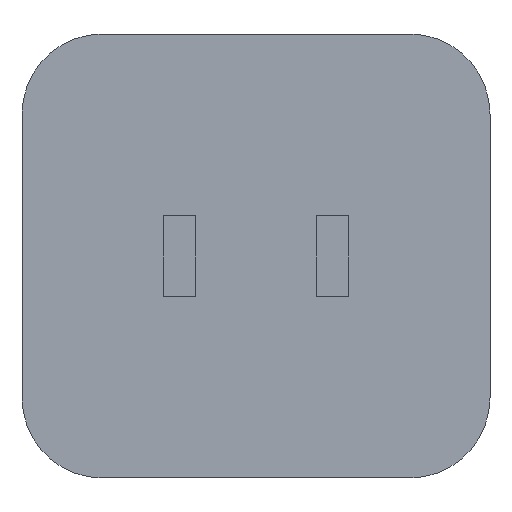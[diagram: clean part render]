
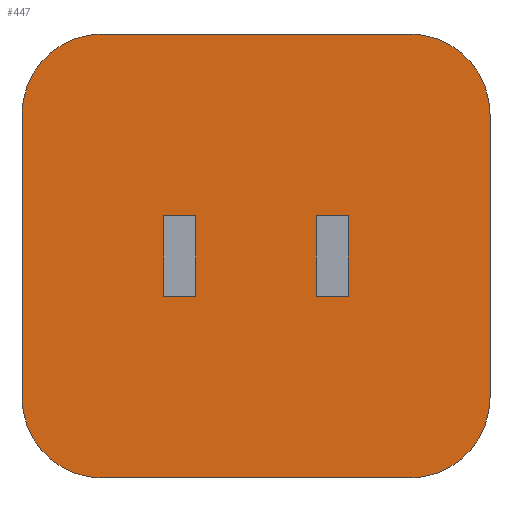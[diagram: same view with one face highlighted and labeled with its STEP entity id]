
A CAD part, front view. The second image highlights one B-rep face of the part: STEP entity #447.
In plain terms, the highlighted planar face has unit normal (0, -1, 0).
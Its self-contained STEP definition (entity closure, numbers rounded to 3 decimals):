
#7 = VECTOR ( 'NONE', #338, 1000. ) ;
#11 = EDGE_CURVE ( 'NONE', #173, #496, #373, .T. ) ;
#15 = CARTESIAN_POINT ( 'NONE',  ( 0., 0., -13.6 ) ) ;
#20 = DIRECTION ( 'NONE',  ( 0., 0., -1. ) ) ;
#22 = VERTEX_POINT ( 'NONE', #504 ) ;
#34 = CARTESIAN_POINT ( 'NONE',  ( 17.5, 0., -3. ) ) ;
#43 = VERTEX_POINT ( 'NONE', #125 ) ;
#51 = CARTESIAN_POINT ( 'NONE',  ( 17.5, 0., 0. ) ) ;
#55 = AXIS2_PLACEMENT_3D ( 'NONE', #472, #878, #469 ) ;
#56 = EDGE_CURVE ( 'NONE', #247, #154, #808, .T. ) ;
#62 = VECTOR ( 'NONE', #679, 1000. ) ;
#78 = LINE ( 'NONE', #210, #343 ) ;
#79 = ORIENTED_EDGE ( 'NONE', *, *, #622, .F. ) ;
#81 = VECTOR ( 'NONE', #526, 1000. ) ;
#83 = CARTESIAN_POINT ( 'NONE',  ( 14.5, 0., -16.6 ) ) ;
#85 = CIRCLE ( 'NONE', #55, 3. ) ;
#86 = DIRECTION ( 'NONE',  ( 0., 0., -1. ) ) ;
#87 = EDGE_CURVE ( 'NONE', #623, #641, #811, .T. ) ;
#108 = ORIENTED_EDGE ( 'NONE', *, *, #529, .F. ) ;
#117 = LINE ( 'NONE', #388, #515 ) ;
#121 = DIRECTION ( 'NONE',  ( 0., -1., 0. ) ) ;
#125 = CARTESIAN_POINT ( 'NONE',  ( 11., 0., -9.8 ) ) ;
#126 = CARTESIAN_POINT ( 'NONE',  ( 5.3, 0., -6.8 ) ) ;
#132 = LINE ( 'NONE', #126, #593 ) ;
#136 = ORIENTED_EDGE ( 'NONE', *, *, #56, .F. ) ;
#142 = DIRECTION ( 'NONE',  ( -1., 0., 0. ) ) ;
#145 = ORIENTED_EDGE ( 'NONE', *, *, #181, .T. ) ;
#148 = DIRECTION ( 'NONE',  ( 0., 0., -1. ) ) ;
#154 = VERTEX_POINT ( 'NONE', #495 ) ;
#159 = CIRCLE ( 'NONE', #569, 3. ) ;
#166 = CARTESIAN_POINT ( 'NONE',  ( 14.5, 0., 0. ) ) ;
#173 = VERTEX_POINT ( 'NONE', #380 ) ;
#181 = EDGE_CURVE ( 'NONE', #371, #775, #232, .T. ) ;
#185 = LINE ( 'NONE', #392, #534 ) ;
#198 = DIRECTION ( 'NONE',  ( 0., 0., 1. ) ) ;
#202 = EDGE_CURVE ( 'NONE', #604, #205, #776, .T. ) ;
#205 = VERTEX_POINT ( 'NONE', #255 ) ;
#208 = EDGE_CURVE ( 'NONE', #302, #636, #159, .T. ) ;
#210 = CARTESIAN_POINT ( 'NONE',  ( 11., 0., -6.8 ) ) ;
#230 = DIRECTION ( 'NONE',  ( -1., 0., 0. ) ) ;
#232 = CIRCLE ( 'NONE', #354, 3. ) ;
#247 = VERTEX_POINT ( 'NONE', #522 ) ;
#255 = CARTESIAN_POINT ( 'NONE',  ( 12.2, 0., -6.8 ) ) ;
#260 = CARTESIAN_POINT ( 'NONE',  ( 0., 0., 0. ) ) ;
#265 = EDGE_CURVE ( 'NONE', #496, #247, #117, .T. ) ;
#266 = CARTESIAN_POINT ( 'NONE',  ( 3., 0., -13.6 ) ) ;
#273 = DIRECTION ( 'NONE',  ( 0., -1., 0. ) ) ;
#277 = VECTOR ( 'NONE', #20, 1000. ) ;
#288 = EDGE_LOOP ( 'NONE', ( #352, #79, #778, #712 ) ) ;
#298 = DIRECTION ( 'NONE',  ( 0., 0., -1. ) ) ;
#300 = CARTESIAN_POINT ( 'NONE',  ( 14.5, 0., -13.6 ) ) ;
#302 = VERTEX_POINT ( 'NONE', #34 ) ;
#307 = DIRECTION ( 'NONE',  ( 1., 0., 0. ) ) ;
#311 = DIRECTION ( 'NONE',  ( 0., -1., 0. ) ) ;
#326 = CARTESIAN_POINT ( 'NONE',  ( 14.5, 0., -3. ) ) ;
#327 = LINE ( 'NONE', #260, #416 ) ;
#338 = DIRECTION ( 'NONE',  ( 1., 0., 0. ) ) ;
#343 = VECTOR ( 'NONE', #142, 1000. ) ;
#352 = ORIENTED_EDGE ( 'NONE', *, *, #852, .F. ) ;
#354 = AXIS2_PLACEMENT_3D ( 'NONE', #300, #311, #86 ) ;
#369 = EDGE_CURVE ( 'NONE', #205, #22, #78, .T. ) ;
#371 = VERTEX_POINT ( 'NONE', #83 ) ;
#373 = LINE ( 'NONE', #391, #485 ) ;
#374 = CARTESIAN_POINT ( 'NONE',  ( 0., 0., -3. ) ) ;
#378 = ORIENTED_EDGE ( 'NONE', *, *, #708, .F. ) ;
#380 = CARTESIAN_POINT ( 'NONE',  ( 5.3, 0., -9.8 ) ) ;
#383 = DIRECTION ( 'NONE',  ( 1., 0., 0. ) ) ;
#388 = CARTESIAN_POINT ( 'NONE',  ( 6.5, 0., -6.8 ) ) ;
#391 = CARTESIAN_POINT ( 'NONE',  ( 5.3, 0., -9.8 ) ) ;
#392 = CARTESIAN_POINT ( 'NONE',  ( 0., 0., 0. ) ) ;
#393 = DIRECTION ( 'NONE',  ( 0., 0., -1. ) ) ;
#394 = DIRECTION ( 'NONE',  ( 0., -1., 0. ) ) ;
#397 = DIRECTION ( 'NONE',  ( 0., 0., -1. ) ) ;
#398 = ORIENTED_EDGE ( 'NONE', *, *, #766, .T. ) ;
#412 = ORIENTED_EDGE ( 'NONE', *, *, #801, .F. ) ;
#416 = VECTOR ( 'NONE', #198, 1000. ) ;
#421 = CARTESIAN_POINT ( 'NONE',  ( 0., 0., 0. ) ) ;
#438 = CARTESIAN_POINT ( 'NONE',  ( 0., 0., -16.6 ) ) ;
#447 = ADVANCED_FACE ( 'NONE', ( #484, #750, #758 ), #629, .T. ) ;
#454 = ORIENTED_EDGE ( 'NONE', *, *, #678, .F. ) ;
#469 = DIRECTION ( 'NONE',  ( 0., 0., -1. ) ) ;
#470 = ORIENTED_EDGE ( 'NONE', *, *, #11, .F. ) ;
#472 = CARTESIAN_POINT ( 'NONE',  ( 3., 0., -3. ) ) ;
#484 = FACE_OUTER_BOUND ( 'NONE', #718, .T. ) ;
#485 = VECTOR ( 'NONE', #307, 1000. ) ;
#495 = CARTESIAN_POINT ( 'NONE',  ( 5.3, 0., -6.8 ) ) ;
#496 = VERTEX_POINT ( 'NONE', #772 ) ;
#504 = CARTESIAN_POINT ( 'NONE',  ( 11., 0., -6.8 ) ) ;
#515 = VECTOR ( 'NONE', #654, 1000. ) ;
#520 = VECTOR ( 'NONE', #230, 1000. ) ;
#522 = CARTESIAN_POINT ( 'NONE',  ( 6.5, 0., -6.8 ) ) ;
#526 = DIRECTION ( 'NONE',  ( 0., 0., 1. ) ) ;
#528 = CARTESIAN_POINT ( 'NONE',  ( 17.5, 0., -13.6 ) ) ;
#529 = EDGE_CURVE ( 'NONE', #371, #641, #779, .T. ) ;
#534 = VECTOR ( 'NONE', #383, 1000. ) ;
#556 = VERTEX_POINT ( 'NONE', #843 ) ;
#569 = AXIS2_PLACEMENT_3D ( 'NONE', #326, #121, #393 ) ;
#571 = ORIENTED_EDGE ( 'NONE', *, *, #208, .T. ) ;
#576 = VERTEX_POINT ( 'NONE', #374 ) ;
#593 = VECTOR ( 'NONE', #397, 1000. ) ;
#604 = VERTEX_POINT ( 'NONE', #642 ) ;
#609 = EDGE_LOOP ( 'NONE', ( #470, #877, #136, #612 ) ) ;
#612 = ORIENTED_EDGE ( 'NONE', *, *, #265, .F. ) ;
#615 = AXIS2_PLACEMENT_3D ( 'NONE', #266, #394, #871 ) ;
#622 = EDGE_CURVE ( 'NONE', #22, #43, #760, .T. ) ;
#623 = VERTEX_POINT ( 'NONE', #15 ) ;
#626 = CARTESIAN_POINT ( 'NONE',  ( 11., 0., -6.8 ) ) ;
#629 = PLANE ( 'NONE',  #717 ) ;
#631 = VECTOR ( 'NONE', #298, 1000. ) ;
#636 = VERTEX_POINT ( 'NONE', #166 ) ;
#641 = VERTEX_POINT ( 'NONE', #649 ) ;
#642 = CARTESIAN_POINT ( 'NONE',  ( 12.2, 0., -9.8 ) ) ;
#649 = CARTESIAN_POINT ( 'NONE',  ( 3., 0., -16.6 ) ) ;
#654 = DIRECTION ( 'NONE',  ( 0., 0., 1. ) ) ;
#665 = CARTESIAN_POINT ( 'NONE',  ( 12.2, 0., -6.8 ) ) ;
#678 = EDGE_CURVE ( 'NONE', #302, #775, #787, .T. ) ;
#679 = DIRECTION ( 'NONE',  ( -1., 0., 0. ) ) ;
#708 = EDGE_CURVE ( 'NONE', #556, #636, #185, .T. ) ;
#712 = ORIENTED_EDGE ( 'NONE', *, *, #202, .F. ) ;
#717 = AXIS2_PLACEMENT_3D ( 'NONE', #421, #273, #148 ) ;
#718 = EDGE_LOOP ( 'NONE', ( #454, #571, #378, #398, #412, #784, #108, #145 ) ) ;
#733 = LINE ( 'NONE', #739, #7 ) ;
#739 = CARTESIAN_POINT ( 'NONE',  ( 11., 0., -9.8 ) ) ;
#750 = FACE_BOUND ( 'NONE', #609, .T. ) ;
#758 = FACE_BOUND ( 'NONE', #288, .T. ) ;
#760 = LINE ( 'NONE', #626, #277 ) ;
#766 = EDGE_CURVE ( 'NONE', #556, #576, #85, .T. ) ;
#772 = CARTESIAN_POINT ( 'NONE',  ( 6.5, 0., -9.8 ) ) ;
#775 = VERTEX_POINT ( 'NONE', #528 ) ;
#776 = LINE ( 'NONE', #665, #81 ) ;
#778 = ORIENTED_EDGE ( 'NONE', *, *, #369, .F. ) ;
#779 = LINE ( 'NONE', #438, #520 ) ;
#784 = ORIENTED_EDGE ( 'NONE', *, *, #87, .T. ) ;
#787 = LINE ( 'NONE', #51, #631 ) ;
#801 = EDGE_CURVE ( 'NONE', #623, #576, #327, .T. ) ;
#808 = LINE ( 'NONE', #879, #62 ) ;
#811 = CIRCLE ( 'NONE', #615, 3. ) ;
#843 = CARTESIAN_POINT ( 'NONE',  ( 3., 0., 0. ) ) ;
#852 = EDGE_CURVE ( 'NONE', #43, #604, #733, .T. ) ;
#869 = EDGE_CURVE ( 'NONE', #154, #173, #132, .T. ) ;
#871 = DIRECTION ( 'NONE',  ( 0., 0., -1. ) ) ;
#877 = ORIENTED_EDGE ( 'NONE', *, *, #869, .F. ) ;
#878 = DIRECTION ( 'NONE',  ( 0., -1., 0. ) ) ;
#879 = CARTESIAN_POINT ( 'NONE',  ( 5.3, 0., -6.8 ) ) ;
